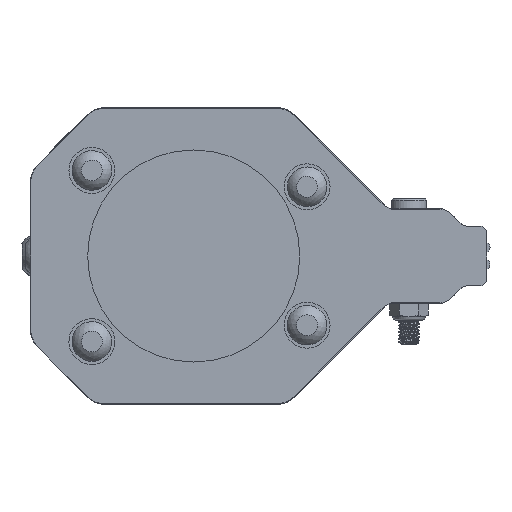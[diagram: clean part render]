
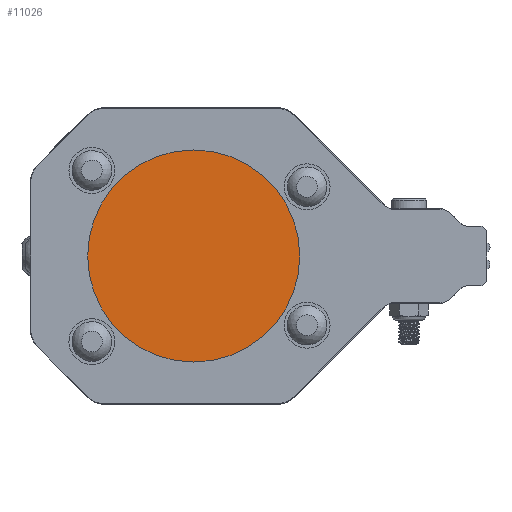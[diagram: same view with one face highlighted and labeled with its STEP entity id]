
A CAD part, left-side view. The second image highlights one B-rep face of the part: STEP entity #11026.
In plain terms, the highlighted planar face has unit normal (-1, 0, 0).
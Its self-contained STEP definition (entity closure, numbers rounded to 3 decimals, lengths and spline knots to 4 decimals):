
#2179=PLANE('',#12407);
#2931=FACE_OUTER_BOUND('',#3978,.T.);
#3978=EDGE_LOOP('',(#9779));
#4823=CIRCLE('',#12405,1.);
#5814=VERTEX_POINT('',#53990);
#7181=EDGE_CURVE('',#5814,#5814,#4823,.T.);
#9779=ORIENTED_EDGE('',*,*,#7181,.T.);
#11026=ADVANCED_FACE('',(#2931),#2179,.T.);
#12405=AXIS2_PLACEMENT_3D('',#53991,#15417,#15418);
#12407=AXIS2_PLACEMENT_3D('',#53994,#15421,#15422);
#15417=DIRECTION('center_axis',(-1.,0.,0.));
#15418=DIRECTION('ref_axis',(0.,0.,
-1.));
#15421=DIRECTION('center_axis',(-1.,0.,0.));
#15422=DIRECTION('ref_axis',(0.,0.,1.));
#53990=CARTESIAN_POINT('',(-32.0873,0.,1.));
#53991=CARTESIAN_POINT('Origin',(-32.0873,0.,
0.));
#53994=CARTESIAN_POINT('Origin',(-32.0873,0.,
0.));
